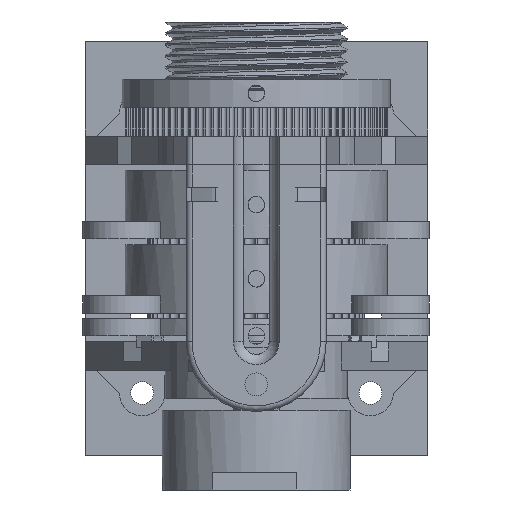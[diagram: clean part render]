
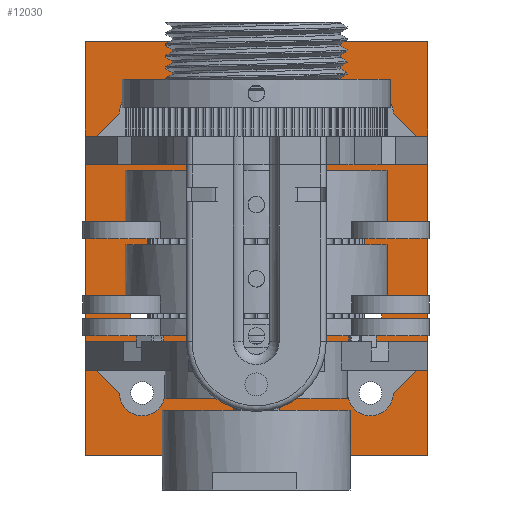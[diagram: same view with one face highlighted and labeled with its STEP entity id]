
A CAD part, left-side view. The second image highlights one B-rep face of the part: STEP entity #12030.
In plain terms, the highlighted planar face has unit normal (-1, 0, 0).
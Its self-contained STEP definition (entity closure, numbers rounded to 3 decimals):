
#322=FACE_BOUND('',#2743,.T.);
#323=FACE_BOUND('',#2744,.T.);
#324=FACE_BOUND('',#2745,.T.);
#325=FACE_BOUND('',#2746,.T.);
#326=FACE_BOUND('',#2747,.T.);
#327=FACE_BOUND('',#2748,.T.);
#328=FACE_BOUND('',#2749,.T.);
#329=FACE_BOUND('',#2750,.T.);
#1199=CIRCLE('',#13732,2.);
#1201=CIRCLE('',#13735,2.);
#1203=CIRCLE('',#13738,2.);
#1205=CIRCLE('',#13741,2.);
#1207=CIRCLE('',#13744,2.);
#1209=CIRCLE('',#13747,2.);
#1211=CIRCLE('',#13750,2.);
#1213=CIRCLE('',#13753,2.);
#1370=PLANE('',#13759);
#2001=FACE_OUTER_BOUND('',#2742,.T.);
#2742=EDGE_LOOP('',(#10816,#10817,#10818,#10819));
#2743=EDGE_LOOP('',(#10820));
#2744=EDGE_LOOP('',(#10821));
#2745=EDGE_LOOP('',(#10822));
#2746=EDGE_LOOP('',(#10823));
#2747=EDGE_LOOP('',(#10824));
#2748=EDGE_LOOP('',(#10825));
#2749=EDGE_LOOP('',(#10826));
#2750=EDGE_LOOP('',(#10827));
#3498=LINE('',#26041,#4269);
#3502=LINE('',#26049,#4273);
#3505=LINE('',#26055,#4276);
#3508=LINE('',#26060,#4279);
#4269=VECTOR('',#17532,10.);
#4273=VECTOR('',#17538,10.);
#4276=VECTOR('',#17543,10.);
#4279=VECTOR('',#17548,10.);
#5562=VERTEX_POINT('',#25993);
#5564=VERTEX_POINT('',#25999);
#5566=VERTEX_POINT('',#26005);
#5568=VERTEX_POINT('',#26011);
#5570=VERTEX_POINT('',#26017);
#5572=VERTEX_POINT('',#26023);
#5574=VERTEX_POINT('',#26029);
#5576=VERTEX_POINT('',#26035);
#5577=VERTEX_POINT('',#26039);
#5578=VERTEX_POINT('',#26040);
#5581=VERTEX_POINT('',#26048);
#5583=VERTEX_POINT('',#26054);
#7306=EDGE_CURVE('',#5562,#5562,#1199,.T.);
#7309=EDGE_CURVE('',#5564,#5564,#1201,.T.);
#7312=EDGE_CURVE('',#5566,#5566,#1203,.T.);
#7315=EDGE_CURVE('',#5568,#5568,#1205,.T.);
#7318=EDGE_CURVE('',#5570,#5570,#1207,.T.);
#7321=EDGE_CURVE('',#5572,#5572,#1209,.T.);
#7324=EDGE_CURVE('',#5574,#5574,#1211,.T.);
#7327=EDGE_CURVE('',#5576,#5576,#1213,.T.);
#7328=EDGE_CURVE('',#5577,#5578,#3498,.T.);
#7332=EDGE_CURVE('',#5581,#5578,#3502,.T.);
#7335=EDGE_CURVE('',#5583,#5581,#3505,.T.);
#7338=EDGE_CURVE('',#5577,#5583,#3508,.T.);
#10816=ORIENTED_EDGE('',*,*,#7338,.F.);
#10817=ORIENTED_EDGE('',*,*,#7328,.T.);
#10818=ORIENTED_EDGE('',*,*,#7332,.F.);
#10819=ORIENTED_EDGE('',*,*,#7335,.F.);
#10820=ORIENTED_EDGE('',*,*,#7327,.F.);
#10821=ORIENTED_EDGE('',*,*,#7324,.F.);
#10822=ORIENTED_EDGE('',*,*,#7321,.F.);
#10823=ORIENTED_EDGE('',*,*,#7318,.F.);
#10824=ORIENTED_EDGE('',*,*,#7315,.F.);
#10825=ORIENTED_EDGE('',*,*,#7312,.F.);
#10826=ORIENTED_EDGE('',*,*,#7309,.F.);
#10827=ORIENTED_EDGE('',*,*,#7306,.F.);
#12030=ADVANCED_FACE('',(#2001,#322,#323,#324,#325,#326,#327,#328,#329),
#1370,.F.);
#13732=AXIS2_PLACEMENT_3D('',#25995,#17479,#17480);
#13735=AXIS2_PLACEMENT_3D('',#26001,#17486,#17487);
#13738=AXIS2_PLACEMENT_3D('',#26007,#17493,#17494);
#13741=AXIS2_PLACEMENT_3D('',#26013,#17500,#17501);
#13744=AXIS2_PLACEMENT_3D('',#26019,#17507,#17508);
#13747=AXIS2_PLACEMENT_3D('',#26025,#17514,#17515);
#13750=AXIS2_PLACEMENT_3D('',#26031,#17521,#17522);
#13753=AXIS2_PLACEMENT_3D('',#26037,#17528,#17529);
#13759=AXIS2_PLACEMENT_3D('',#26063,#17552,#17553);
#17479=DIRECTION('center_axis',(-1.,0.,0.));
#17480=DIRECTION('ref_axis',(0.,1.,0.));
#17486=DIRECTION('center_axis',(-1.,0.,0.));
#17487=DIRECTION('ref_axis',(0.,1.,0.));
#17493=DIRECTION('center_axis',(-1.,0.,0.));
#17494=DIRECTION('ref_axis',(0.,1.,0.));
#17500=DIRECTION('center_axis',(-1.,0.,0.));
#17501=DIRECTION('ref_axis',(0.,1.,0.));
#17507=DIRECTION('center_axis',(-1.,0.,0.));
#17508=DIRECTION('ref_axis',(0.,1.,0.));
#17514=DIRECTION('center_axis',(-1.,0.,0.));
#17515=DIRECTION('ref_axis',(0.,1.,0.));
#17521=DIRECTION('center_axis',(-1.,0.,0.));
#17522=DIRECTION('ref_axis',(0.,1.,0.));
#17528=DIRECTION('center_axis',(-1.,0.,0.));
#17529=DIRECTION('ref_axis',(0.,1.,0.));
#17532=DIRECTION('',(0.,1.,0.));
#17538=DIRECTION('',(0.,0.,1.));
#17543=DIRECTION('',(0.,1.,0.));
#17548=DIRECTION('',(0.,0.,-1.));
#17552=DIRECTION('center_axis',(1.,0.,0.));
#17553=DIRECTION('ref_axis',(0.,1.,0.));
#25993=CARTESIAN_POINT('',(35.,-22.,-10.));
#25995=CARTESIAN_POINT('Origin',(35.,-20.,-10.));
#25999=CARTESIAN_POINT('',(35.,18.,-10.));
#26001=CARTESIAN_POINT('Origin',(35.,20.,-10.));
#26005=CARTESIAN_POINT('',(35.,18.,25.51));
#26007=CARTESIAN_POINT('Origin',(35.,20.,25.51));
#26011=CARTESIAN_POINT('',(35.,-22.,25.51));
#26013=CARTESIAN_POINT('Origin',(35.,-20.,25.51));
#26017=CARTESIAN_POINT('',(35.,-22.,3.49));
#26019=CARTESIAN_POINT('Origin',(35.,-20.,3.49));
#26023=CARTESIAN_POINT('',(35.,18.,3.49));
#26025=CARTESIAN_POINT('Origin',(35.,20.,3.49));
#26029=CARTESIAN_POINT('',(35.,-22.,39.));
#26031=CARTESIAN_POINT('Origin',(35.,-20.,39.));
#26035=CARTESIAN_POINT('',(35.,18.,39.));
#26037=CARTESIAN_POINT('Origin',(35.,20.,39.));
#26039=CARTESIAN_POINT('',(35.,-30.,51.531));
#26040=CARTESIAN_POINT('',(35.,30.,51.531));
#26041=CARTESIAN_POINT('',(35.,-30.,51.531));
#26048=CARTESIAN_POINT('',(35.,30.,-21.));
#26049=CARTESIAN_POINT('',(35.,30.,-21.));
#26054=CARTESIAN_POINT('',(35.,-30.,-21.));
#26055=CARTESIAN_POINT('',(35.,-30.,-21.));
#26060=CARTESIAN_POINT('',(35.,-30.,35.));
#26063=CARTESIAN_POINT('Origin',(35.,0.,15.266));
